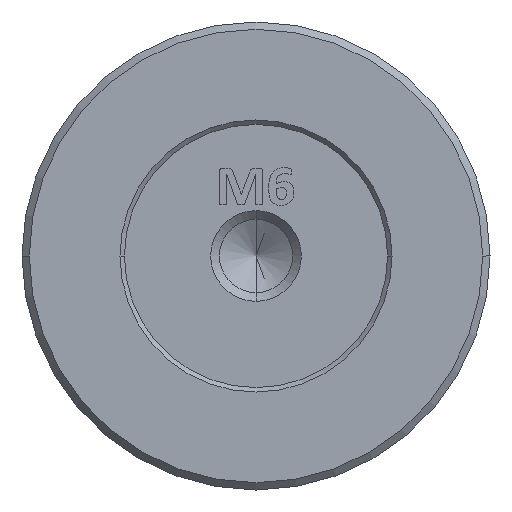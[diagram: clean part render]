
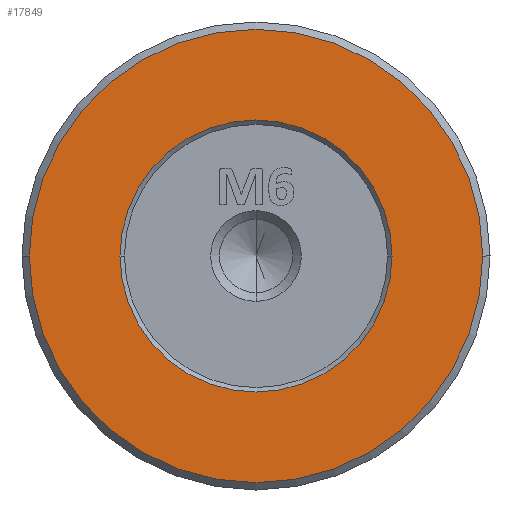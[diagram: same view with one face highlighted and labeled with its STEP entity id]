
A CAD part, left-side view. The second image highlights one B-rep face of the part: STEP entity #17849.
In plain terms, the highlighted planar face has unit normal (-1, 0, 0).
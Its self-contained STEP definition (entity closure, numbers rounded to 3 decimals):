
#240 = DIRECTION ( 'NONE',  ( 0., -1., 0. ) ) ;
#463 = DIRECTION ( 'NONE',  ( 0., 1., 0. ) ) ;
#1755 = CARTESIAN_POINT ( 'NONE',  ( -34.222, 13.85, -2.395 ) ) ;
#3157 = EDGE_LOOP ( 'NONE', ( #9498, #24352 ) ) ;
#3551 = DIRECTION ( 'NONE',  ( 0., -1., 0. ) ) ;
#4872 = EDGE_LOOP ( 'NONE', ( #24992, #23714 ) ) ;
#4980 = DIRECTION ( 'NONE',  ( -1., 0., 0. ) ) ;
#6763 = CIRCLE ( 'NONE', #7200, 15.5 ) ;
#7155 = FACE_OUTER_BOUND ( 'NONE', #3157, .T. ) ;
#7200 = AXIS2_PLACEMENT_3D ( 'NONE', #21538, #4980, #240 ) ;
#7925 = DIRECTION ( 'NONE',  ( -1., 0., 0. ) ) ;
#9394 = CARTESIAN_POINT ( 'NONE',  ( -34.222, 4.55, -2.395 ) ) ;
#9406 = PLANE ( 'NONE',  #25856 ) ;
#9498 = ORIENTED_EDGE ( 'NONE', *, *, #18608, .T. ) ;
#9843 = CARTESIAN_POINT ( 'NONE',  ( -34.222, 13.85, -2.395 ) ) ;
#10706 = FACE_BOUND ( 'NONE', #4872, .T. ) ;
#11612 = EDGE_CURVE ( 'NONE', #26964, #13344, #23873, .T. ) ;
#11778 = EDGE_CURVE ( 'NONE', #13344, #26964, #15370, .T. ) ;
#12180 = AXIS2_PLACEMENT_3D ( 'NONE', #27153, #7925, #14672 ) ;
#12875 = CARTESIAN_POINT ( 'NONE',  ( -34.222, -1.65, -2.395 ) ) ;
#13344 = VERTEX_POINT ( 'NONE', #9394 ) ;
#13492 = CARTESIAN_POINT ( 'NONE',  ( -34.222, 13.85, -2.395 ) ) ;
#14049 = EDGE_CURVE ( 'NONE', #20539, #22759, #6763, .T. ) ;
#14424 = CIRCLE ( 'NONE', #12180, 15.5 ) ;
#14672 = DIRECTION ( 'NONE',  ( 0., -1., 0. ) ) ;
#15370 = CIRCLE ( 'NONE', #18499, 9.3 ) ;
#17849 = ADVANCED_FACE ( 'NONE', ( #10706, #7155 ), #9406, .T. ) ;
#18400 = DIRECTION ( 'NONE',  ( 1., 0., 0. ) ) ;
#18482 = AXIS2_PLACEMENT_3D ( 'NONE', #1755, #27412, #25307 ) ;
#18499 = AXIS2_PLACEMENT_3D ( 'NONE', #9843, #18400, #3551 ) ;
#18608 = EDGE_CURVE ( 'NONE', #22759, #20539, #14424, .T. ) ;
#19271 = DIRECTION ( 'NONE',  ( -1., 0., 0. ) ) ;
#19910 = CARTESIAN_POINT ( 'NONE',  ( -34.222, 29.35, -2.395 ) ) ;
#20539 = VERTEX_POINT ( 'NONE', #12875 ) ;
#21538 = CARTESIAN_POINT ( 'NONE',  ( -34.222, 13.85, -2.395 ) ) ;
#21671 = CARTESIAN_POINT ( 'NONE',  ( -34.222, 23.15, -2.395 ) ) ;
#22759 = VERTEX_POINT ( 'NONE', #19910 ) ;
#23714 = ORIENTED_EDGE ( 'NONE', *, *, #11612, .T. ) ;
#23873 = CIRCLE ( 'NONE', #18482, 9.3 ) ;
#24352 = ORIENTED_EDGE ( 'NONE', *, *, #14049, .T. ) ;
#24992 = ORIENTED_EDGE ( 'NONE', *, *, #11778, .T. ) ;
#25307 = DIRECTION ( 'NONE',  ( 0., -1., 0. ) ) ;
#25856 = AXIS2_PLACEMENT_3D ( 'NONE', #13492, #19271, #463 ) ;
#26964 = VERTEX_POINT ( 'NONE', #21671 ) ;
#27153 = CARTESIAN_POINT ( 'NONE',  ( -34.222, 13.85, -2.395 ) ) ;
#27412 = DIRECTION ( 'NONE',  ( 1., 0., 0. ) ) ;
